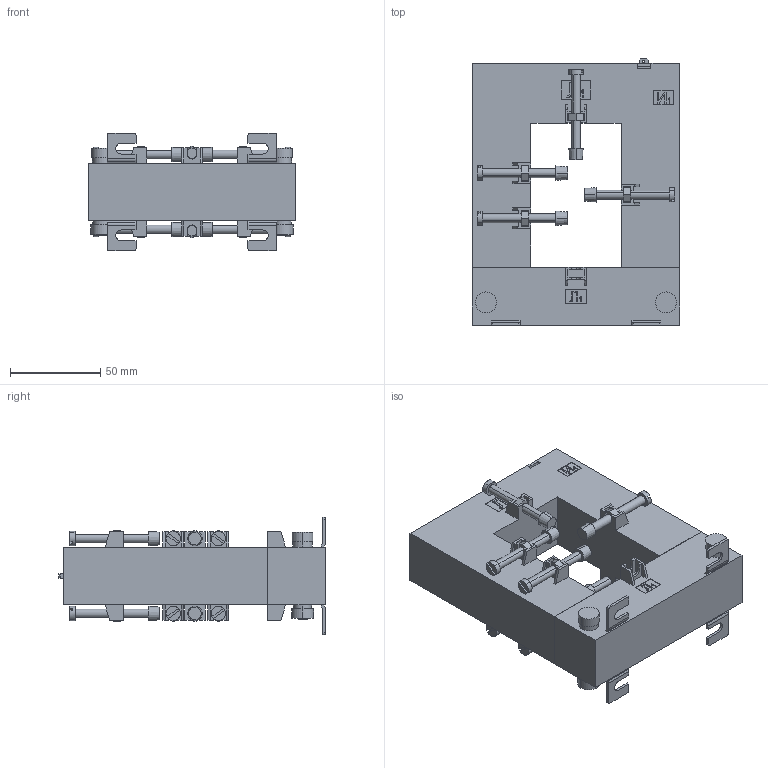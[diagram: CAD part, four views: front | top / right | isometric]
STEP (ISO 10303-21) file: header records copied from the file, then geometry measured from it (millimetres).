
FILE_DESCRIPTION (( 'STEP AP214' ), '1' );
FILE_NAME ('ITT58-2-D015-0400 Òðàíñôîðìàòîð òîêà ÒÐÏ-58 400_5 1,5ÂÀ êë. òî÷í. 0,5.STEP', '2018-01-31T08:47:54', ( '' ), ( '' ), 'SwSTEP 2.0', 'SolidWorks 2014', '' );
FILE_SCHEMA (( 'AUTOMOTIVE_DESIGN' ));
Length unit declared in the file: millimetre
Products named in the file (1): ITT58-2-D015-0400 Òðàíñôîðìàòîð òîêà ÒÐÏ-58 400_5 1,5ÂÀ êë. òî÷í. 0,5
Bounding box: 115 x 147.7 x 65 mm (x, y, z)
Volume: 391177.2 mm3; surface area: 87507.9 mm2
Topology: 11 solids, 11 shells, 916 faces, 2521 edges, 1664 vertices
Faces by surface type: plane 712, cylinder 133, bspline 49, cone 16, torus 6
Entity records: 31434 total; most frequent: CARTESIAN_POINT 7882, ORIENTED_EDGE 5042, DIRECTION 4531, EDGE_CURVE 2521, LINE 2011, VECTOR 2011, VERTEX_POINT 1664, AXIS2_PLACEMENT_3D 1260
